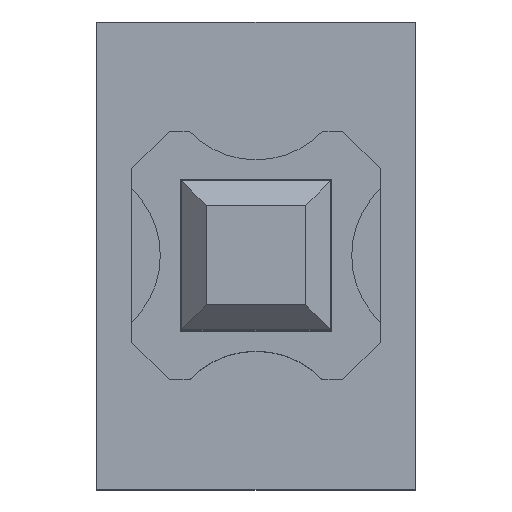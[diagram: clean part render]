
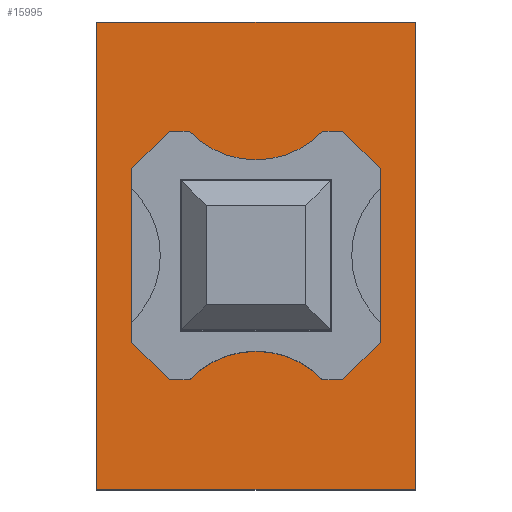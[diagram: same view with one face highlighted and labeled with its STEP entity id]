
A CAD part, top view. The second image highlights one B-rep face of the part: STEP entity #15995.
In plain terms, the highlighted planar face has unit normal (0, 0, 1).
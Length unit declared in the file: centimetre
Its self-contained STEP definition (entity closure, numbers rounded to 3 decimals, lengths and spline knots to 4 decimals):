
#185=FACE_BOUND('',#2067,.T.);
#509=CIRCLE('',#16778,0.371);
#510=CIRCLE('',#16780,0.371);
#1184=FACE_OUTER_BOUND('',#2066,.T.);
#2066=EDGE_LOOP('',(#12588,#12589,#12590,#12591));
#2067=EDGE_LOOP('',(#12592,#12593,#12594,#12595,#12596,#12597,#12598,#12599,
#12600,#12601,#12602,#12603));
#3396=LINE('',#25850,#5304);
#3447=LINE('',#25971,#5355);
#3449=LINE('',#25975,#5357);
#3452=LINE('',#25980,#5360);
#3456=LINE('',#25989,#5364);
#3458=LINE('',#25992,#5366);
#3460=LINE('',#25996,#5368);
#3462=LINE('',#26000,#5370);
#3463=LINE('',#26002,#5371);
#3465=LINE('',#26006,#5373);
#3466=LINE('',#26008,#5374);
#3467=LINE('',#26011,#5375);
#3468=LINE('',#26013,#5376);
#3469=LINE('',#26014,#5377);
#5304=VECTOR('',#18926,1.);
#5355=VECTOR('',#19031,1.);
#5357=VECTOR('',#19035,1.);
#5360=VECTOR('',#19040,1.);
#5364=VECTOR('',#19050,1.);
#5366=VECTOR('',#19054,1.);
#5368=VECTOR('',#19058,1.);
#5370=VECTOR('',#19062,1.);
#5371=VECTOR('',#19065,1.);
#5373=VECTOR('',#19069,1.);
#5374=VECTOR('',#19072,1.);
#5375=VECTOR('',#19075,1.);
#5376=VECTOR('',#19076,1.);
#5377=VECTOR('',#19077,1.);
#7123=VERTEX_POINT('',#25847);
#7124=VERTEX_POINT('',#25849);
#7163=VERTEX_POINT('',#25958);
#7164=VERTEX_POINT('',#25959);
#7165=VERTEX_POINT('',#25964);
#7166=VERTEX_POINT('',#25965);
#7167=VERTEX_POINT('',#25970);
#7168=VERTEX_POINT('',#25974);
#7169=VERTEX_POINT('',#25978);
#7170=VERTEX_POINT('',#25986);
#7171=VERTEX_POINT('',#25988);
#7172=VERTEX_POINT('',#25994);
#7173=VERTEX_POINT('',#25998);
#7174=VERTEX_POINT('',#26004);
#7175=VERTEX_POINT('',#26010);
#7176=VERTEX_POINT('',#26012);
#9023=EDGE_CURVE('',#7123,#7124,#3396,.T.);
#9076=EDGE_CURVE('',#7163,#7164,#509,.T.);
#9079=EDGE_CURVE('',#7165,#7166,#510,.T.);
#9082=EDGE_CURVE('',#7167,#7164,#3447,.T.);
#9084=EDGE_CURVE('',#7168,#7166,#3449,.T.);
#9087=EDGE_CURVE('',#7165,#7169,#3452,.T.);
#9091=EDGE_CURVE('',#7171,#7170,#3456,.T.);
#9093=EDGE_CURVE('',#7170,#7168,#3458,.T.);
#9095=EDGE_CURVE('',#7169,#7172,#3460,.T.);
#9097=EDGE_CURVE('',#7172,#7173,#3462,.T.);
#9098=EDGE_CURVE('',#7173,#7167,#3463,.T.);
#9100=EDGE_CURVE('',#7163,#7174,#3465,.T.);
#9101=EDGE_CURVE('',#7174,#7171,#3466,.T.);
#9102=EDGE_CURVE('',#7124,#7175,#3467,.T.);
#9103=EDGE_CURVE('',#7176,#7123,#3468,.T.);
#9104=EDGE_CURVE('',#7175,#7176,#3469,.T.);
#12588=ORIENTED_EDGE('',*,*,#9102,.F.);
#12589=ORIENTED_EDGE('',*,*,#9023,.F.);
#12590=ORIENTED_EDGE('',*,*,#9103,.F.);
#12591=ORIENTED_EDGE('',*,*,#9104,.F.);
#12592=ORIENTED_EDGE('',*,*,#9091,.T.);
#12593=ORIENTED_EDGE('',*,*,#9093,.T.);
#12594=ORIENTED_EDGE('',*,*,#9084,.T.);
#12595=ORIENTED_EDGE('',*,*,#9079,.F.);
#12596=ORIENTED_EDGE('',*,*,#9087,.T.);
#12597=ORIENTED_EDGE('',*,*,#9095,.T.);
#12598=ORIENTED_EDGE('',*,*,#9097,.T.);
#12599=ORIENTED_EDGE('',*,*,#9098,.T.);
#12600=ORIENTED_EDGE('',*,*,#9082,.T.);
#12601=ORIENTED_EDGE('',*,*,#9076,.F.);
#12602=ORIENTED_EDGE('',*,*,#9100,.T.);
#12603=ORIENTED_EDGE('',*,*,#9101,.T.);
#15232=PLANE('',#16793);
#15995=ADVANCED_FACE('',(#1184,#185),#15232,.T.);
#16778=AXIS2_PLACEMENT_3D('',#25960,#19019,#19020);
#16780=AXIS2_PLACEMENT_3D('',#25966,#19025,#19026);
#16793=AXIS2_PLACEMENT_3D('',#26009,#19073,#19074);
#18926=DIRECTION('',(0.,-1.,0.));
#19019=DIRECTION('center_axis',(0.,0.,-1.));
#19020=DIRECTION('ref_axis',(-0.724,-0.69,0.));
#19025=DIRECTION('center_axis',(0.,0.,-1.));
#19026=DIRECTION('ref_axis',(-0.724,-0.69,0.));
#19031=DIRECTION('',(1.,0.,0.));
#19035=DIRECTION('',(-1.,0.,0.));
#19040=DIRECTION('',(-1.,0.,0.));
#19050=DIRECTION('',(0.,-1.,0.));
#19054=DIRECTION('',(-0.707,-0.707,0.));
#19058=DIRECTION('',(-0.707,0.707,0.));
#19062=DIRECTION('',(0.,1.,0.));
#19065=DIRECTION('',(0.707,0.707,0.));
#19069=DIRECTION('',(1.,0.,0.));
#19072=DIRECTION('',(0.707,-0.707,0.));
#19073=DIRECTION('center_axis',(0.,0.,1.));
#19074=DIRECTION('ref_axis',(0.,-1.,0.));
#19075=DIRECTION('',(-1.,0.,0.));
#19076=DIRECTION('',(1.,0.,0.));
#19077=DIRECTION('',(0.,1.,0.));
#25847=CARTESIAN_POINT('',(0.64,0.94,1.45));
#25849=CARTESIAN_POINT('',(0.64,-0.94,1.45));
#25850=CARTESIAN_POINT('',(0.64,-0.94,1.45));
#25958=CARTESIAN_POINT('',(0.2685,0.5,1.45));
#25959=CARTESIAN_POINT('',(-0.2685,0.5,1.45));
#25960=CARTESIAN_POINT('Origin',(0.,0.756,1.45));
#25964=CARTESIAN_POINT('',(-0.2685,-0.5,1.45));
#25965=CARTESIAN_POINT('',(0.2685,-0.5,1.45));
#25966=CARTESIAN_POINT('Origin',(0.,-0.756,1.45));
#25970=CARTESIAN_POINT('',(-0.3485,0.5,1.45));
#25971=CARTESIAN_POINT('',(-0.1743,0.5,1.45));
#25974=CARTESIAN_POINT('',(0.3485,-0.5,1.45));
#25975=CARTESIAN_POINT('',(0.1743,-0.5,1.45));
#25978=CARTESIAN_POINT('',(-0.3485,-0.5,1.45));
#25980=CARTESIAN_POINT('',(0.1743,-0.5,1.45));
#25986=CARTESIAN_POINT('',(0.5,-0.3485,1.45));
#25988=CARTESIAN_POINT('',(0.5,0.3485,1.45));
#25989=CARTESIAN_POINT('',(0.5,0.1743,1.45));
#25992=CARTESIAN_POINT('',(0.4621,-0.3864,1.45));
#25994=CARTESIAN_POINT('',(-0.5,-0.3485,1.45));
#25996=CARTESIAN_POINT('',(-0.3864,-0.4621,1.45));
#25998=CARTESIAN_POINT('',(-0.5,0.3485,1.45));
#26000=CARTESIAN_POINT('',(-0.5,-0.1743,1.45));
#26002=CARTESIAN_POINT('',(-0.4621,0.3864,1.45));
#26004=CARTESIAN_POINT('',(0.3485,0.5,1.45));
#26006=CARTESIAN_POINT('',(-0.1743,0.5,1.45));
#26008=CARTESIAN_POINT('',(0.3864,0.4621,1.45));
#26009=CARTESIAN_POINT('Origin',(0.,0.,1.45));
#26010=CARTESIAN_POINT('',(-0.64,-0.94,1.45));
#26011=CARTESIAN_POINT('',(-0.64,-0.94,1.45));
#26012=CARTESIAN_POINT('',(-0.64,0.94,1.45));
#26013=CARTESIAN_POINT('',(0.64,0.94,1.45));
#26014=CARTESIAN_POINT('',(-0.64,0.94,1.45));
